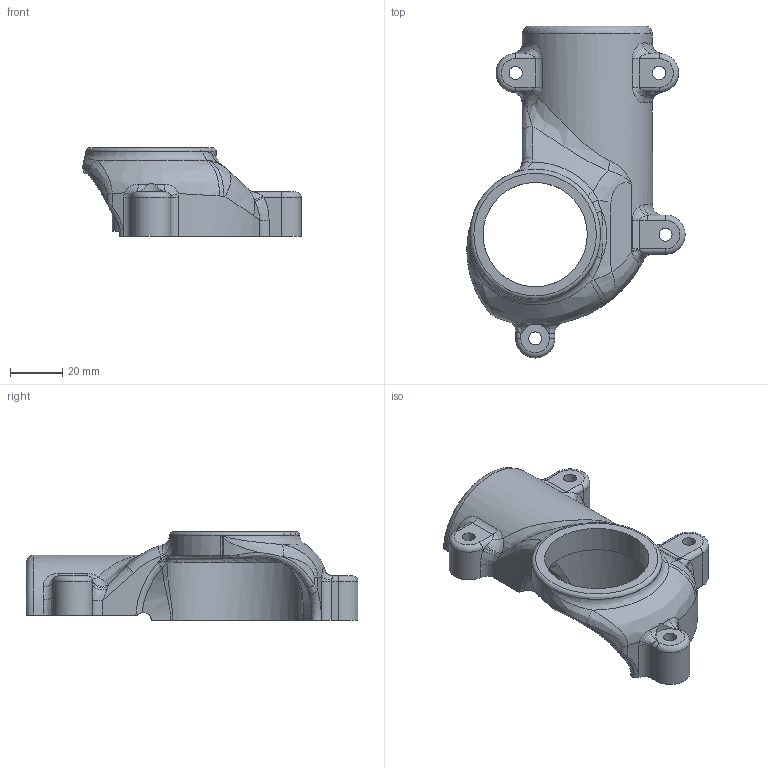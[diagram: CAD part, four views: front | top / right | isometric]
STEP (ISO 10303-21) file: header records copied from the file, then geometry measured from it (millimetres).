
FILE_DESCRIPTION(/* description */ (''),/* implementation_level */ '2;1');
FILE_NAME(/* name */ '8cc20dd4-f9a6-4cbd-87eb-9ce10893b561.stp',/* time_stamp */ '2019-04-16T02:18:50+00:00',/* author */ (''),/* organization */ (''),/* preprocessor_version */ 'ST-DEVELOPER v18',/* originating_system */ 'Autodesk Translation Framework v8.2.0.1029',/* authorisation */ '');
FILE_SCHEMA (('AUTOMOTIVE_DESIGN { 1 0 10303 214 3 1 1 }'));
Length unit declared in the file: millimetre
Products named in the file (1): bottom bracket 3 Assembly
Bounding box: 83.68 x 127.27 x 34 mm (x, y, z)
Volume: 76717.8 mm3; surface area: 24321.8 mm2
Topology: 1 solids, 1 shells, 194 faces, 492 edges, 290 vertices
Faces by surface type: bspline 75, cylinder 59, plane 28, torus 27, sphere 3, cone 2
Full cylindrical faces by diameter (mm): 5 x4, 40 x1, 50 x1
Entity records: 8366 total; most frequent: CARTESIAN_POINT 4131, ORIENTED_EDGE 962, DIRECTION 756, EDGE_CURVE 481, AXIS2_PLACEMENT_3D 323, VERTEX_POINT 290, EDGE_LOOP 205, CIRCLE 196
